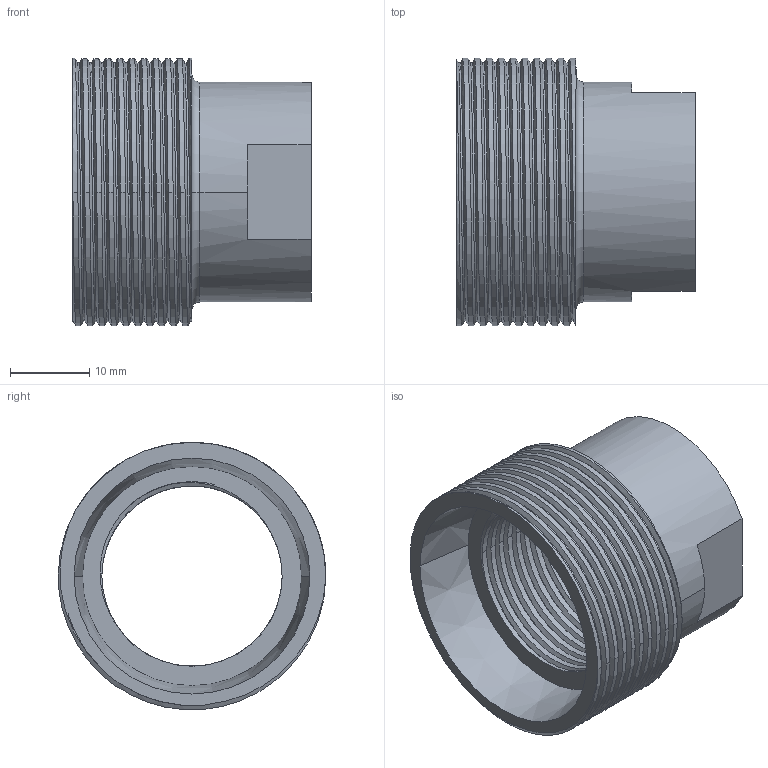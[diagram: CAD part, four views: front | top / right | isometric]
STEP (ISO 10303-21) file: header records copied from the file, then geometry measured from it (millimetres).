
FILE_DESCRIPTION (( 'STEP AP203' ), '1' );
FILE_NAME ('3D_R131-G_1_17102860.STEP', '2024-08-15T09:50:53', ( '' ), ( '' ), 'SwSTEP 2.0', 'SolidWorks 2024', '' );
FILE_SCHEMA (( 'CONFIG_CONTROL_DESIGN' ));
Length unit declared in the file: millimetre
Products named in the file (1): 3D_R131-G_1_17102860
Bounding box: 30 x 33.7 x 33.67 mm (x, y, z)
Volume: 7758.1 mm3; surface area: 7286.7 mm2
Topology: 1 solids, 1 shells, 73 faces, 204 edges, 135 vertices
Faces by surface type: cylinder 55, plane 8, bspline 6, torus 2, cone 2
Entity records: 11633 total; most frequent: CARTESIAN_POINT 9987, ORIENTED_EDGE 408, DIRECTION 243, EDGE_CURVE 204, VERTEX_POINT 135, AXIS2_PLACEMENT_3D 90, EDGE_LOOP 77, FACE_OUTER_BOUND 73
